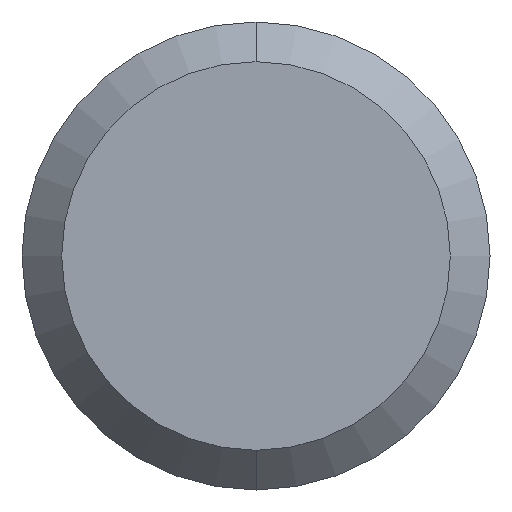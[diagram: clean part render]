
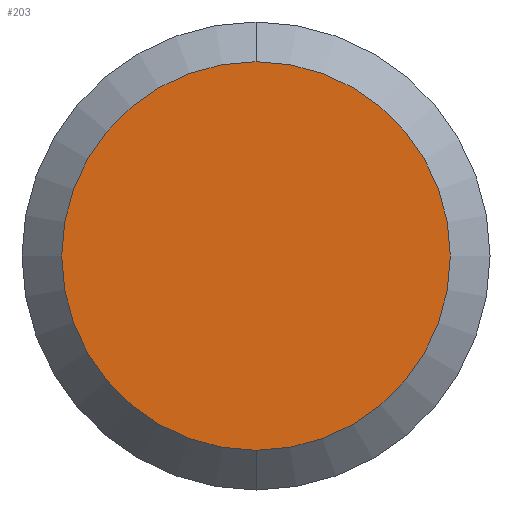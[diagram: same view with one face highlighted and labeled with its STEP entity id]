
A CAD part, front view. The second image highlights one B-rep face of the part: STEP entity #203.
In plain terms, the highlighted planar face has unit normal (0, -1, 0).
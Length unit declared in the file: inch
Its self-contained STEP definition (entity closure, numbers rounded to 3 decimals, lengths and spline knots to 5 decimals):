
#12 = ORIENTED_EDGE ( 'NONE', *, *, #81, .T. ) ;
#28 = CARTESIAN_POINT ( 'NONE',  ( 0., 0., 0. ) ) ;
#48 = DIRECTION ( 'NONE',  ( 0., -1., 0. ) ) ;
#81 = EDGE_CURVE ( 'NONE', #155, #128, #142, .T. ) ;
#103 = EDGE_LOOP ( 'NONE', ( #12, #159 ) ) ;
#110 = DIRECTION ( 'NONE',  ( 0., 0., 1. ) ) ;
#115 = DIRECTION ( 'NONE',  ( 0., -1., 0. ) ) ;
#117 = AXIS2_PLACEMENT_3D ( 'NONE', #139, #115, #110 ) ;
#118 = DIRECTION ( 'NONE',  ( 0., 0., 1. ) ) ;
#127 = AXIS2_PLACEMENT_3D ( 'NONE', #248, #152, #118 ) ;
#128 = VERTEX_POINT ( 'NONE', #158 ) ;
#129 = DIRECTION ( 'NONE',  ( 0., 0., 1. ) ) ;
#139 = CARTESIAN_POINT ( 'NONE',  ( 0., 0., 0. ) ) ;
#142 = CIRCLE ( 'NONE', #165, 0.09796 ) ;
#152 = DIRECTION ( 'NONE',  ( 0., 1., 0. ) ) ;
#155 = VERTEX_POINT ( 'NONE', #245 ) ;
#158 = CARTESIAN_POINT ( 'NONE',  ( 0., 0., -0.09796 ) ) ;
#159 = ORIENTED_EDGE ( 'NONE', *, *, #232, .T. ) ;
#161 = CIRCLE ( 'NONE', #117, 0.09796 ) ;
#165 = AXIS2_PLACEMENT_3D ( 'NONE', #28, #48, #129 ) ;
#182 = PLANE ( 'NONE',  #127 ) ;
#203 = ADVANCED_FACE ( 'NONE', ( #228 ), #182, .F. ) ;
#228 = FACE_OUTER_BOUND ( 'NONE', #103, .T. ) ;
#232 = EDGE_CURVE ( 'NONE', #128, #155, #161, .T. ) ;
#245 = CARTESIAN_POINT ( 'NONE',  ( 0., 0., 0.09796 ) ) ;
#248 = CARTESIAN_POINT ( 'NONE',  ( 0., 0., 0. ) ) ;
